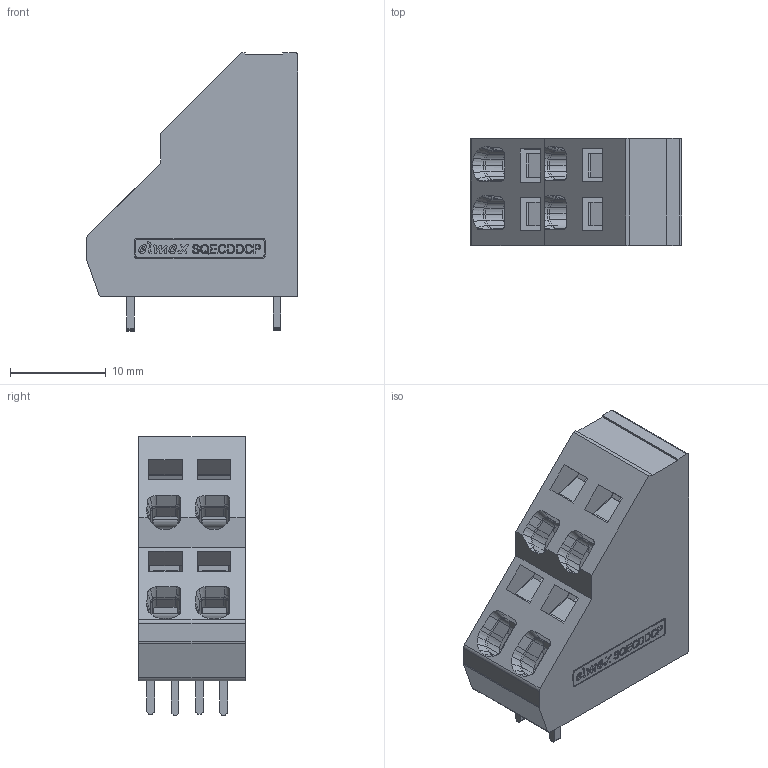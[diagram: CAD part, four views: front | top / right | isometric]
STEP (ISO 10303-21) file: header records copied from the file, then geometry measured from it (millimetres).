
FILE_DESCRIPTION(/* description */ ('Unknown'),/* implementation_level */ '2;1');
FILE_NAME(/* name */ 'SQECDD-2W',/* time_stamp */ '2024-06-27T11:12:43+06:00',/* author */ ('Unknown'),/* organization */ ('Unknown'),/* preprocessor_version */ 'ST-DEVELOPER v16.7',/* originating_system */ 'Solid Edge',/* authorisation */ 'Unknown');
FILE_SCHEMA (('AUTOMOTIVE_DESIGN {1 0 10303 214 3 1 1}'));
Products named in the file (1): Part1
Bounding box: 22.07 x 11.16 x 29.1 mm (x, y, z)
Volume: 2695.2 mm3; surface area: 5858.1 mm2
Topology: 1 solids, 32 shells, 1769 faces, 4911 edges, 3182 vertices
Faces by surface type: plane 940, cylinder 504, bspline 187, torus 80, cone 58
Full cylindrical faces by diameter (mm): 1.2 x16, 1.5 x12
Entity records: 72478 total; most frequent: CARTESIAN_POINT 15308, ORIENTED_EDGE 9644, DIRECTION 8879, EDGE_CURVE 4822, VERTEX_POINT 3161, LINE 3143, VECTOR 3143, AXIS2_PLACEMENT_3D 2868
